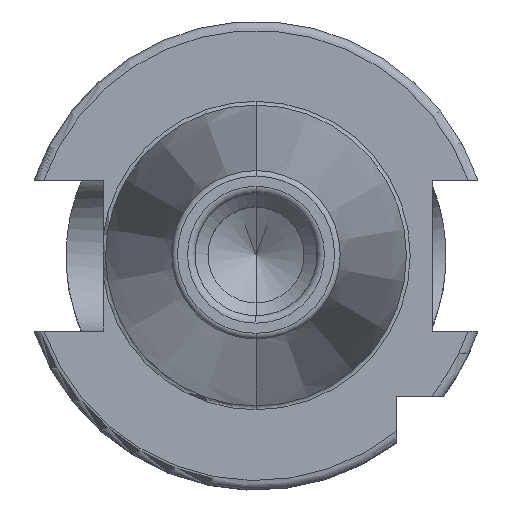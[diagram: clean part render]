
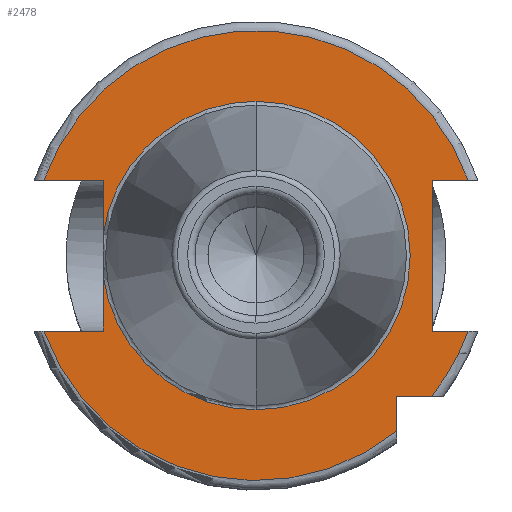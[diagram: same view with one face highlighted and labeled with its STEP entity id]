
A CAD part, top view. The second image highlights one B-rep face of the part: STEP entity #2478.
In plain terms, the highlighted planar face has unit normal (0, 0, 1).
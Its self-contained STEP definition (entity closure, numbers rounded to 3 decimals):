
#273=CARTESIAN_POINT('',(0,0,15.9));
#274=DIRECTION('',(0,0,-1));
#275=DIRECTION('',(0,1,0));
#276=AXIS2_PLACEMENT_3D('',#273,#274,#275);
#289=CARTESIAN_POINT('',(0,0,15.9));
#290=DIRECTION('',(0,0,1));
#291=DIRECTION('',(0,1,0));
#292=AXIS2_PLACEMENT_3D('',#289,#290,#291);
#304=CARTESIAN_POINT('',(0,0,15.9));
#305=DIRECTION('',(0,0,1));
#306=DIRECTION('',(-0.991,-0.135,0));
#307=AXIS2_PLACEMENT_3D('',#304,#305,#306);
#637=DIRECTION('',(1,0,0));
#638=VECTOR('',#637,6.31);
#639=CARTESIAN_POINT('',(-22.61,-8.05,15.9));
#640=LINE('',#639,#638);
#641=DIRECTION('',(0,1,0));
#642=VECTOR('',#641,5.834);
#643=CARTESIAN_POINT('',(-16.3,-8.05,15.9));
#644=LINE('',#643,#642);
#645=DIRECTION('',(0,1,0));
#646=VECTOR('',#645,5.834);
#647=CARTESIAN_POINT('',(-16.3,2.216,15.9));
#648=LINE('',#647,#646);
#649=DIRECTION('',(1,0,0));
#650=VECTOR('',#649,6.31);
#651=CARTESIAN_POINT('',(-22.61,8.05,15.9));
#652=LINE('',#651,#650);
#653=DIRECTION('',(-1,0,0));
#654=VECTOR('',#653,3.81);
#655=CARTESIAN_POINT('',(22.61,8.05,15.9));
#656=LINE('',#655,#654);
#657=DIRECTION('',(0,-1,0));
#658=VECTOR('',#657,16.1);
#659=CARTESIAN_POINT('',(18.8,8.05,15.9));
#660=LINE('',#659,#658);
#661=DIRECTION('',(-1,0,0));
#662=VECTOR('',#661,3.81);
#663=CARTESIAN_POINT('',(22.61,-8.05,15.9));
#664=LINE('',#663,#662);
#665=CARTESIAN_POINT('',(0,0,15.9));
#666=DIRECTION('',(0,0,1));
#667=DIRECTION('',(0.781,-0.625,0));
#668=AXIS2_PLACEMENT_3D('',#665,#666,#667);
#670=DIRECTION('',(-1,0,0));
#671=VECTOR('',#670,3.735);
#672=CARTESIAN_POINT('',(18.735,-15,15.9));
#673=LINE('',#672,#671);
#674=DIRECTION('',(0,1,0));
#675=VECTOR('',#674,3.735);
#676=CARTESIAN_POINT('',(15,-18.735,15.9));
#677=LINE('',#676,#675);
#701=CARTESIAN_POINT('',(0,0,15.9));
#702=DIRECTION('',(0,0,1));
#703=DIRECTION('',(0.942,0.335,0));
#704=AXIS2_PLACEMENT_3D('',#701,#702,#703);
#752=CARTESIAN_POINT('',(0,0,15.9));
#753=DIRECTION('',(0,0,1));
#754=DIRECTION('',(-0.942,-0.335,0));
#755=AXIS2_PLACEMENT_3D('',#752,#753,#754);
#1338=CARTESIAN_POINT('',(0,16.45,15.9));
#1340=VERTEX_POINT('',#1338);
#1362=CARTESIAN_POINT('',(0,-16.45,15.9));
#1364=VERTEX_POINT('',#1362);
#1452=CARTESIAN_POINT('',(-22.61,-8.05,15.9));
#1453=CARTESIAN_POINT('',(-16.3,-8.05,15.9));
#1454=VERTEX_POINT('',#1452);
#1455=VERTEX_POINT('',#1453);
#1456=CARTESIAN_POINT('',(-16.3,-2.216,15.9));
#1457=VERTEX_POINT('',#1456);
#1458=CARTESIAN_POINT('',(-16.3,2.216,15.9));
#1459=CARTESIAN_POINT('',(-16.3,8.05,15.9));
#1460=VERTEX_POINT('',#1458);
#1461=VERTEX_POINT('',#1459);
#1462=CARTESIAN_POINT('',(-22.61,8.05,15.9));
#1463=VERTEX_POINT('',#1462);
#1464=CARTESIAN_POINT('',(18.8,8.05,15.9));
#1465=CARTESIAN_POINT('',(18.8,-8.05,15.9));
#1466=VERTEX_POINT('',#1464);
#1467=VERTEX_POINT('',#1465);
#1468=CARTESIAN_POINT('',(22.61,-8.05,15.9));
#1469=VERTEX_POINT('',#1468);
#1470=CARTESIAN_POINT('',(22.61,8.05,15.9));
#1471=VERTEX_POINT('',#1470);
#1472=CARTESIAN_POINT('',(15,-18.735,15.9));
#1473=CARTESIAN_POINT('',(15,-15,15.9));
#1474=VERTEX_POINT('',#1472);
#1475=VERTEX_POINT('',#1473);
#1476=CARTESIAN_POINT('',(18.735,-15,15.9));
#1477=VERTEX_POINT('',#1476);
#2450=CARTESIAN_POINT('',(0,0,15.9));
#2451=DIRECTION('',(0,0,-1));
#2452=DIRECTION('',(0,-1,0));
#2453=AXIS2_PLACEMENT_3D('',#2450,#2451,#2452);
#2454=PLANE('',#2453);
#2455=ORIENTED_EDGE('',*,*,#2056,.T.);
#2456=ORIENTED_EDGE('',*,*,#2041,.T.);
#2457=ORIENTED_EDGE('',*,*,#2022,.T.);
#2458=ORIENTED_EDGE('',*,*,#2002,.F.);
#2459=ORIENTED_EDGE('',*,*,#2017,.T.);
#2460=ORIENTED_EDGE('',*,*,#2038,.T.);
#2461=ORIENTED_EDGE('',*,*,#2149,.F.);
#2463=ORIENTED_EDGE('',*,*,#2462,.F.);
#2464=ORIENTED_EDGE('',*,*,#2427,.T.);
#2465=ORIENTED_EDGE('',*,*,#2207,.T.);
#2467=ORIENTED_EDGE('',*,*,#2466,.F.);
#2469=ORIENTED_EDGE('',*,*,#2468,.F.);
#2471=ORIENTED_EDGE('',*,*,#2470,.T.);
#2473=ORIENTED_EDGE('',*,*,#2472,.F.);
#2475=ORIENTED_EDGE('',*,*,#2474,.F.);
#2476=EDGE_LOOP('',(#2455,#2456,#2457,#2458,#2459,#2460,#2461,#2463,#2464,#2465,
#2467,#2469,#2471,#2473,#2475));
#2477=FACE_OUTER_BOUND('',#2476,.F.);
#2478=ADVANCED_FACE('',(#2477),#2454,.F.);
#277=CIRCLE('',#276,16.45);
#293=CIRCLE('',#292,16.45);
#308=CIRCLE('',#307,16.45);
#669=CIRCLE('',#668,24);
#705=CIRCLE('',#704,24);
#756=CIRCLE('',#755,24);
#2002=EDGE_CURVE('',#1340,#1364,#277,.T.);
#2017=EDGE_CURVE('',#1340,#1460,#293,.T.);
#2022=EDGE_CURVE('',#1457,#1364,#308,.T.);
#2038=EDGE_CURVE('',#1460,#1461,#648,.T.);
#2041=EDGE_CURVE('',#1455,#1457,#644,.T.);
#2056=EDGE_CURVE('',#1454,#1455,#640,.T.);
#2149=EDGE_CURVE('',#1463,#1461,#652,.T.);
#2207=EDGE_CURVE('',#1466,#1467,#660,.T.);
#2427=EDGE_CURVE('',#1471,#1466,#656,.T.);
#2462=EDGE_CURVE('',#1471,#1463,#705,.T.);
#2466=EDGE_CURVE('',#1469,#1467,#664,.T.);
#2468=EDGE_CURVE('',#1477,#1469,#669,.T.);
#2470=EDGE_CURVE('',#1477,#1475,#673,.T.);
#2472=EDGE_CURVE('',#1474,#1475,#677,.T.);
#2474=EDGE_CURVE('',#1454,#1474,#756,.T.);
